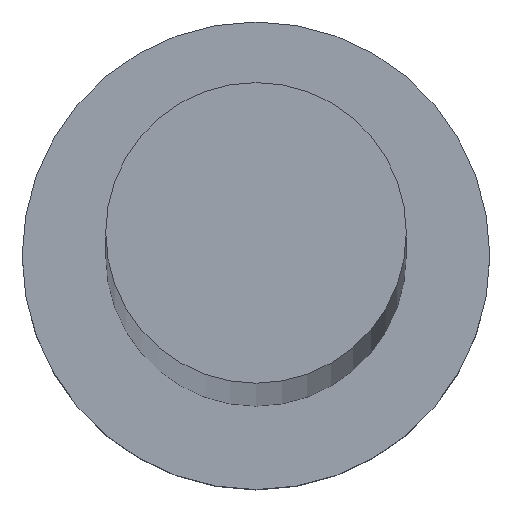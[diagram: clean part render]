
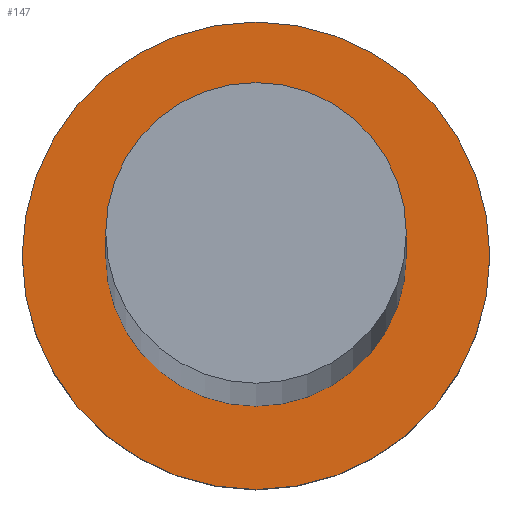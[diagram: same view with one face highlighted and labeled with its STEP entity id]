
A CAD part, top view. The second image highlights one B-rep face of the part: STEP entity #147.
In plain terms, the highlighted planar face has unit normal (0, 0, 1).
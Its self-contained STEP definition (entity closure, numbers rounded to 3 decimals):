
#4 = FACE_OUTER_BOUND ( 'NONE', #106, .T. ) ;
#7 = CARTESIAN_POINT ( 'NONE',  ( 0., 0., 6.5 ) ) ;
#10 = EDGE_CURVE ( 'NONE', #111, #213, #14, .T. ) ;
#14 = CIRCLE ( 'NONE', #205, 7. ) ;
#17 = ORIENTED_EDGE ( 'NONE', *, *, #194, .F. ) ;
#36 = VERTEX_POINT ( 'NONE', #238 ) ;
#39 = DIRECTION ( 'NONE',  ( 0., 0., 1. ) ) ;
#44 = EDGE_CURVE ( 'NONE', #36, #102, #152, .T. ) ;
#57 = CARTESIAN_POINT ( 'NONE',  ( 0., 0., 6.5 ) ) ;
#58 = CARTESIAN_POINT ( 'NONE',  ( -4.5, 0., 6.5 ) ) ;
#64 = CARTESIAN_POINT ( 'NONE',  ( 0., 0., 6.5 ) ) ;
#70 = ORIENTED_EDGE ( 'NONE', *, *, #44, .F. ) ;
#82 = DIRECTION ( 'NONE',  ( 1., 0., 0. ) ) ;
#87 = EDGE_CURVE ( 'NONE', #213, #111, #168, .T. ) ;
#88 = AXIS2_PLACEMENT_3D ( 'NONE', #7, #179, #82 ) ;
#90 = PLANE ( 'NONE',  #88 ) ;
#94 = AXIS2_PLACEMENT_3D ( 'NONE', #57, #158, #116 ) ;
#101 = CIRCLE ( 'NONE', #248, 4.5 ) ;
#102 = VERTEX_POINT ( 'NONE', #58 ) ;
#103 = DIRECTION ( 'NONE',  ( 0., 0., 1. ) ) ;
#106 = EDGE_LOOP ( 'NONE', ( #167, #125 ) ) ;
#111 = VERTEX_POINT ( 'NONE', #222 ) ;
#116 = DIRECTION ( 'NONE',  ( 1., 0., 0. ) ) ;
#118 = DIRECTION ( 'NONE',  ( 0., 0., 1. ) ) ;
#125 = ORIENTED_EDGE ( 'NONE', *, *, #87, .T. ) ;
#132 = DIRECTION ( 'NONE',  ( 1., 0., 0. ) ) ;
#143 = DIRECTION ( 'NONE',  ( 1., 0., 0. ) ) ;
#147 = ADVANCED_FACE ( 'NONE', ( #234, #4 ), #90, .T. ) ;
#152 = CIRCLE ( 'NONE', #215, 4.5 ) ;
#158 = DIRECTION ( 'NONE',  ( 0., 0., 1. ) ) ;
#167 = ORIENTED_EDGE ( 'NONE', *, *, #10, .T. ) ;
#168 = CIRCLE ( 'NONE', #94, 7. ) ;
#171 = DIRECTION ( 'NONE',  ( 1., 0., 0. ) ) ;
#179 = DIRECTION ( 'NONE',  ( 0., 0., 1. ) ) ;
#189 = EDGE_LOOP ( 'NONE', ( #17, #70 ) ) ;
#191 = CARTESIAN_POINT ( 'NONE',  ( 0., 0., 6.5 ) ) ;
#194 = EDGE_CURVE ( 'NONE', #102, #36, #101, .T. ) ;
#201 = CARTESIAN_POINT ( 'NONE',  ( 7., 0., 6.5 ) ) ;
#205 = AXIS2_PLACEMENT_3D ( 'NONE', #191, #39, #171 ) ;
#213 = VERTEX_POINT ( 'NONE', #201 ) ;
#215 = AXIS2_PLACEMENT_3D ( 'NONE', #64, #118, #132 ) ;
#222 = CARTESIAN_POINT ( 'NONE',  ( -7., 0., 6.5 ) ) ;
#223 = CARTESIAN_POINT ( 'NONE',  ( 0., 0., 6.5 ) ) ;
#234 = FACE_BOUND ( 'NONE', #189, .T. ) ;
#238 = CARTESIAN_POINT ( 'NONE',  ( 4.5, 0., 6.5 ) ) ;
#248 = AXIS2_PLACEMENT_3D ( 'NONE', #223, #103, #143 ) ;
